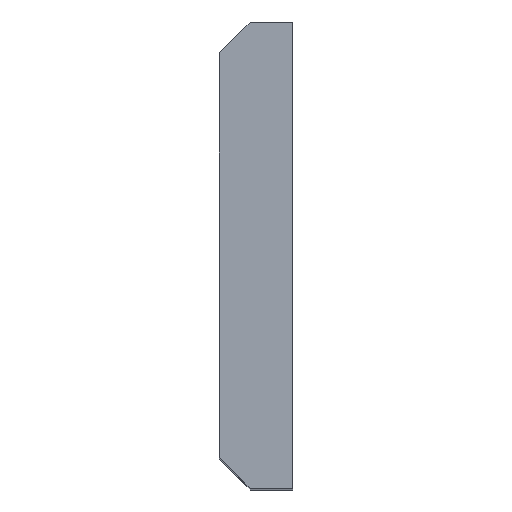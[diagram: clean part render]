
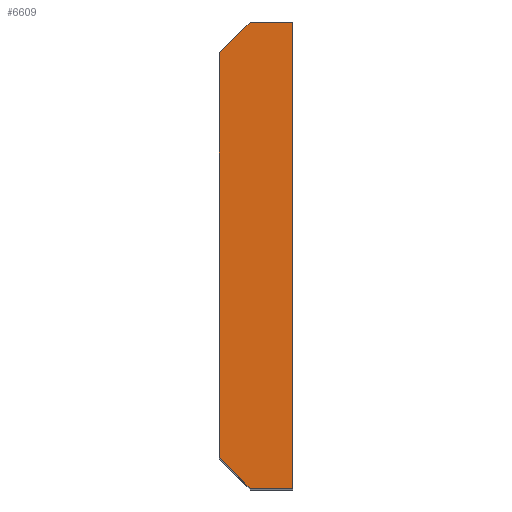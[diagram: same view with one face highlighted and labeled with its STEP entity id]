
A CAD part, top view. The second image highlights one B-rep face of the part: STEP entity #6609.
In plain terms, the highlighted planar face has unit normal (0, 0, 1).
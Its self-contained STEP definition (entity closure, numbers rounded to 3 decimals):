
#296=PLANE('',#6904);
#612=FACE_OUTER_BOUND('',#969,.T.);
#969=EDGE_LOOP('',(#5654,#5655,#5656,#5657,#5658,#5659));
#1266=LINE('',#10222,#1994);
#1485=LINE('',#10695,#2213);
#1653=LINE('',#11028,#2381);
#1654=LINE('',#11029,#2382);
#1655=LINE('',#11031,#2383);
#1656=LINE('',#11032,#2384);
#1994=VECTOR('',#7345,10.);
#2213=VECTOR('',#7698,10.);
#2381=VECTOR('',#8052,10.);
#2382=VECTOR('',#8053,10.);
#2383=VECTOR('',#8054,10.);
#2384=VECTOR('',#8055,10.);
#2890=VERTEX_POINT('',#10219);
#2891=VERTEX_POINT('',#10221);
#3077=VERTEX_POINT('',#10692);
#3078=VERTEX_POINT('',#10694);
#3144=VERTEX_POINT('',#11027);
#3145=VERTEX_POINT('',#11030);
#3595=EDGE_CURVE('',#2890,#2891,#1266,.T.);
#3824=EDGE_CURVE('',#3077,#3078,#1485,.T.);
#3999=EDGE_CURVE('',#2890,#3144,#1653,.T.);
#4000=EDGE_CURVE('',#3078,#3144,#1654,.T.);
#4001=EDGE_CURVE('',#3145,#3077,#1655,.T.);
#4002=EDGE_CURVE('',#2891,#3145,#1656,.T.);
#5654=ORIENTED_EDGE('',*,*,#3595,.F.);
#5655=ORIENTED_EDGE('',*,*,#3999,.T.);
#5656=ORIENTED_EDGE('',*,*,#4000,.F.);
#5657=ORIENTED_EDGE('',*,*,#3824,.F.);
#5658=ORIENTED_EDGE('',*,*,#4001,.F.);
#5659=ORIENTED_EDGE('',*,*,#4002,.F.);
#6609=ADVANCED_FACE('',(#612),#296,.T.);
#6904=AXIS2_PLACEMENT_3D('',#11026,#8050,#8051);
#7345=DIRECTION('',(0.,-1.,0.));
#7698=DIRECTION('',(0.,1.,0.));
#8050=DIRECTION('center_axis',(0.,0.,1.));
#8051=DIRECTION('ref_axis',(0.,1.,0.));
#8052=DIRECTION('',(-1.,0.,0.));
#8053=DIRECTION('',(0.707,0.707,0.));
#8054=DIRECTION('',(-0.707,0.707,0.));
#8055=DIRECTION('',(-1.,0.,0.));
#10219=CARTESIAN_POINT('',(0.,29.2,27.15));
#10221=CARTESIAN_POINT('',(0.,-16.,27.15));
#10222=CARTESIAN_POINT('',(0.,-8.,27.15));
#10692=CARTESIAN_POINT('',(-7.15,-13.,27.15));
#10694=CARTESIAN_POINT('',(-7.15,26.2,27.15));
#10695=CARTESIAN_POINT('',(-7.15,-16.,27.15));
#11026=CARTESIAN_POINT('Origin',(0.,-16.,27.15));
#11027=CARTESIAN_POINT('',(-4.15,29.2,27.15));
#11028=CARTESIAN_POINT('',(0.,29.2,27.15));
#11029=CARTESIAN_POINT('',(-15.163,18.187,27.15));
#11030=CARTESIAN_POINT('',(-4.15,-16.,27.15));
#11031=CARTESIAN_POINT('',(-3.863,-16.288,27.15));
#11032=CARTESIAN_POINT('',(0.,-16.,27.15));
